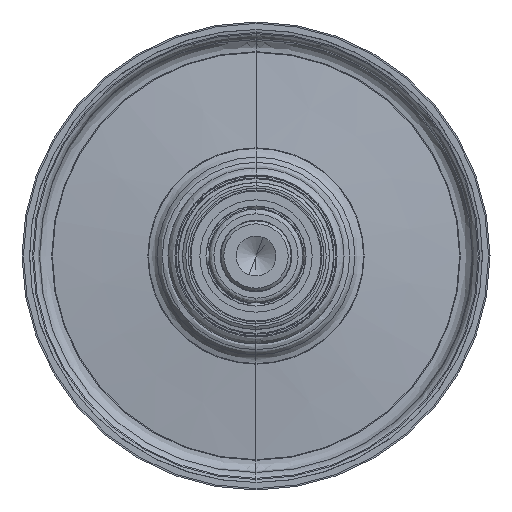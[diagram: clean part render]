
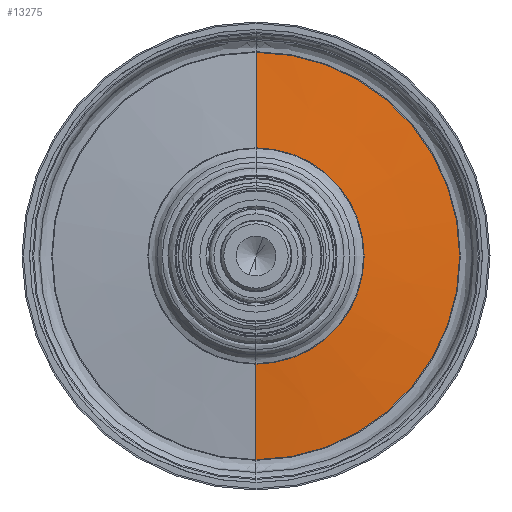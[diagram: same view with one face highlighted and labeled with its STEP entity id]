
A CAD part, left-side view. The second image highlights one B-rep face of the part: STEP entity #13275.
In plain terms, the highlighted conical face has half-angle 84.75 degrees and reference radius 34.817 mm.
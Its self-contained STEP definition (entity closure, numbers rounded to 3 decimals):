
#1309 = LINE ( 'NONE', #26797, #15016 ) ;
#1432 = CARTESIAN_POINT ( 'NONE',  ( 7.992, 0., 18.491 ) ) ;
#1969 = CARTESIAN_POINT ( 'NONE',  ( 9.492, 0., 0. ) ) ;
#3019 = EDGE_CURVE ( 'NONE', #13991, #6068, #16723, .T. ) ;
#3107 = ORIENTED_EDGE ( 'NONE', *, *, #3019, .T. ) ;
#3165 = ORIENTED_EDGE ( 'NONE', *, *, #11446, .F. ) ;
#3920 = CARTESIAN_POINT ( 'NONE',  ( 9.492, 0., -34.817 ) ) ;
#5148 = EDGE_CURVE ( 'NONE', #6068, #23864, #26853, .T. ) ;
#6068 = VERTEX_POINT ( 'NONE', #16754 ) ;
#8092 = ORIENTED_EDGE ( 'NONE', *, *, #17468, .T. ) ;
#9153 = CARTESIAN_POINT ( 'NONE',  ( 7.992, 0., -18.491 ) ) ;
#9791 = DIRECTION ( 'NONE',  ( 0., 0., 1. ) ) ;
#10296 = FACE_OUTER_BOUND ( 'NONE', #19579, .T. ) ;
#11132 = CONICAL_SURFACE ( 'NONE', #15166, 34.817, 1.479 ) ;
#11446 = EDGE_CURVE ( 'NONE', #19358, #23864, #1309, .T. ) ;
#11998 = CARTESIAN_POINT ( 'NONE',  ( 9.492, 0., 0. ) ) ;
#12578 = DIRECTION ( 'NONE',  ( -1., 0., 0. ) ) ;
#13275 = ADVANCED_FACE ( 'NONE', ( #10296 ), #11132, .T. ) ;
#13991 = VERTEX_POINT ( 'NONE', #9153 ) ;
#14603 = ORIENTED_EDGE ( 'NONE', *, *, #5148, .T. ) ;
#15016 = VECTOR ( 'NONE', #24824, 1000. ) ;
#15166 = AXIS2_PLACEMENT_3D ( 'NONE', #1969, #19005, #25520 ) ;
#15674 = AXIS2_PLACEMENT_3D ( 'NONE', #22068, #15690, #9791 ) ;
#15690 = DIRECTION ( 'NONE',  ( 1., 0., 0. ) ) ;
#16723 = LINE ( 'NONE', #3920, #27200 ) ;
#16754 = CARTESIAN_POINT ( 'NONE',  ( 9.492, 0., -34.817 ) ) ;
#17468 = EDGE_CURVE ( 'NONE', #19358, #13991, #26069, .T. ) ;
#17793 = AXIS2_PLACEMENT_3D ( 'NONE', #11998, #12578, #20633 ) ;
#19005 = DIRECTION ( 'NONE',  ( 1., 0., 0. ) ) ;
#19358 = VERTEX_POINT ( 'NONE', #1432 ) ;
#19579 = EDGE_LOOP ( 'NONE', ( #8092, #3107, #14603, #3165 ) ) ;
#20633 = DIRECTION ( 'NONE',  ( 0., 0., 1. ) ) ;
#20757 = CARTESIAN_POINT ( 'NONE',  ( 9.492, 0., 34.817 ) ) ;
#21115 = DIRECTION ( 'NONE',  ( 0.091, 0., -0.996 ) ) ;
#22068 = CARTESIAN_POINT ( 'NONE',  ( 7.992, 0., 0. ) ) ;
#23864 = VERTEX_POINT ( 'NONE', #20757 ) ;
#24824 = DIRECTION ( 'NONE',  ( 0.091, 0., 0.996 ) ) ;
#25520 = DIRECTION ( 'NONE',  ( 0., 0., 1. ) ) ;
#26069 = CIRCLE ( 'NONE', #15674, 18.491 ) ;
#26797 = CARTESIAN_POINT ( 'NONE',  ( 9.492, 0., 34.817 ) ) ;
#26853 = CIRCLE ( 'NONE', #17793, 34.817 ) ;
#27200 = VECTOR ( 'NONE', #21115, 1000. ) ;
